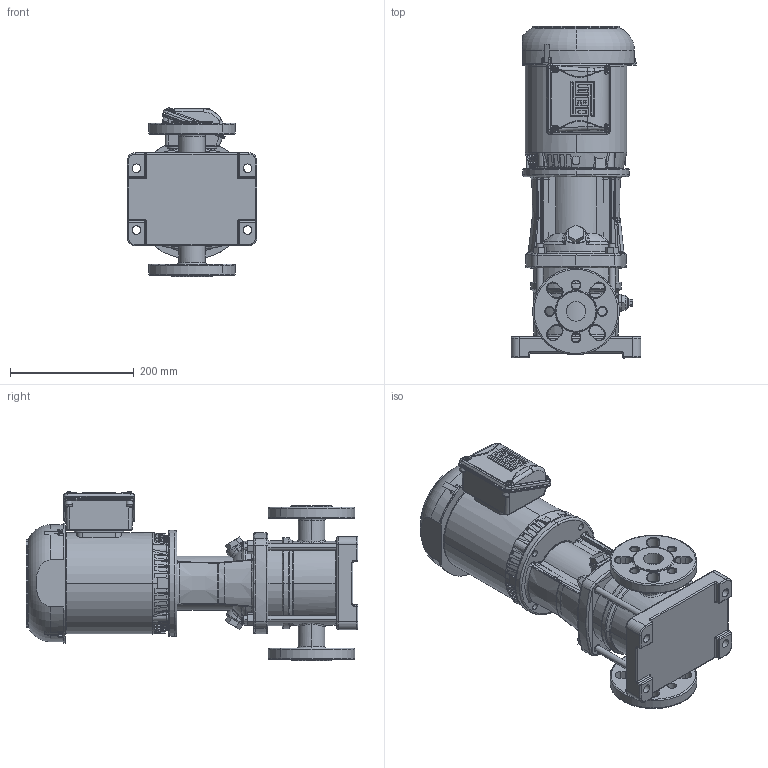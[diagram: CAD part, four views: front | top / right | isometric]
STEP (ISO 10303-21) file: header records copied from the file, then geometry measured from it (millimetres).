
FILE_DESCRIPTION (( 'STEP AP203' ), '1' );
FILE_NAME ('3303000 - MVI-5-2-.33 HP-56C-304-E-208-230_460~3.step', '2022-03-30T16:17:38', ( '' ), ( '' ), 'SwSTEP 2.0', 'SolidWorks 2021', '' );
FILE_SCHEMA (( 'CONFIG_CONTROL_DESIGN' ));
Length unit declared in the file: inch
Products named in the file (5): 2700080 - NEMA V2 0.33 HP 56C 208-230_460~3 TEFC; 3303000 - MVI-5-2-.33 HP-56C-304-E-208-230_460~3; MVI PEO - [304-EPDM]_3304000 - MVI-5-2-.33 HP-56C-304-E-S; sbi_n_1-2_flange(NEMA); TEFC MOTOR_2700080 - NEMA V2 0.33 HP 56C 208-230_460~3 TEFC
Assembly tree (4 placements, depth 3):
  3303000 - MVI-5-2-.33 HP-56C-304-E-208-230_460~3
    MVI PEO - [304-EPDM]_3304000 - MVI-5-2-.33 HP-56C-304-E-S
      sbi_n_1-2_flange(NEMA)
    TEFC MOTOR_2700080 - NEMA V2 0.33 HP 56C 208-230_460~3 TEFC
      2700080 - NEMA V2 0.33 HP 56C 208-230_460~3 TEFC
Bounding box: 210 x 536.7 x 273.39 mm (x, y, z)
Volume: 11507525.2 mm3; surface area: 801410.5 mm2
Topology: 7 solids, 23 shells, 2264 faces, 5820 edges, 3652 vertices
Faces by surface type: plane 700, cylinder 611, bspline 526, cone 330, torus 87, sphere 10
Entity records: 111056 total; most frequent: CARTESIAN_POINT 61543, ORIENTED_EDGE 11558, DIRECTION 8367, EDGE_CURVE 5779, VERTEX_POINT 3649, AXIS2_PLACEMENT_3D 3235, EDGE_LOOP 2428, FACE_OUTER_BOUND 2264
